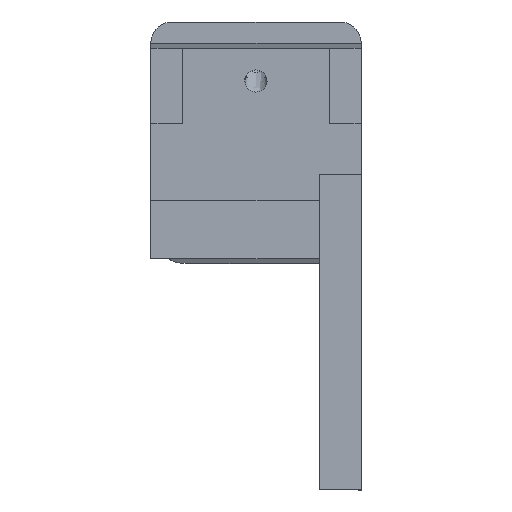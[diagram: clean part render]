
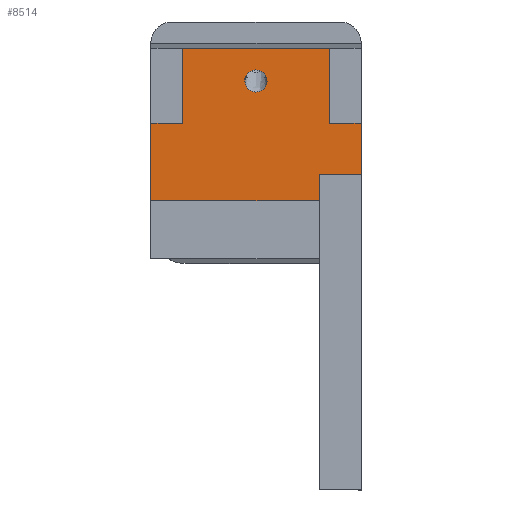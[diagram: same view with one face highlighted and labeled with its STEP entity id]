
A CAD part, top view. The second image highlights one B-rep face of the part: STEP entity #8514.
In plain terms, the highlighted planar face has unit normal (0, 0, 1).
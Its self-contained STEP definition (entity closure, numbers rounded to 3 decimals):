
#163=FACE_BOUND('',#989,.T.);
#210=CIRCLE('',#9126,1.05);
#530=FACE_OUTER_BOUND('',#988,.T.);
#988=EDGE_LOOP('',(#6076,#6077,#6078,#6079,#6080,#6081,#6082,#6083,#6084,
#6085));
#989=EDGE_LOOP('',(#6086));
#1512=LINE('',#12110,#2405);
#1517=LINE('',#12121,#2410);
#1529=LINE('',#12145,#2422);
#1538=LINE('',#12172,#2431);
#1548=LINE('',#12195,#2441);
#1551=LINE('',#12201,#2444);
#1555=LINE('',#12209,#2448);
#1609=LINE('',#12364,#2502);
#1613=LINE('',#12371,#2506);
#1712=LINE('',#12583,#2605);
#2405=VECTOR('',#9739,10.);
#2410=VECTOR('',#9746,10.);
#2422=VECTOR('',#9766,10.);
#2431=VECTOR('',#9795,10.);
#2441=VECTOR('',#9815,10.);
#2444=VECTOR('',#9820,10.);
#2448=VECTOR('',#9826,10.);
#2502=VECTOR('',#9944,10.);
#2506=VECTOR('',#9950,10.);
#2605=VECTOR('',#10119,10.);
#3450=VERTEX_POINT('',#12107);
#3451=VERTEX_POINT('',#12109);
#3454=VERTEX_POINT('',#12117);
#3456=VERTEX_POINT('',#12120);
#3464=VERTEX_POINT('',#12144);
#3472=VERTEX_POINT('',#12171);
#3482=VERTEX_POINT('',#12199);
#3485=VERTEX_POINT('',#12208);
#3526=VERTEX_POINT('',#12362);
#3528=VERTEX_POINT('',#12369);
#3601=VERTEX_POINT('',#12779);
#4294=EDGE_CURVE('',#3450,#3451,#1512,.T.);
#4299=EDGE_CURVE('',#3456,#3454,#1517,.T.);
#4311=EDGE_CURVE('',#3464,#3456,#1529,.T.);
#4324=EDGE_CURVE('',#3451,#3472,#1538,.T.);
#4336=EDGE_CURVE('',#3450,#3464,#1548,.T.);
#4339=EDGE_CURVE('',#3482,#3454,#1551,.T.);
#4343=EDGE_CURVE('',#3485,#3472,#1555,.T.);
#4408=EDGE_CURVE('',#3526,#3482,#1609,.T.);
#4412=EDGE_CURVE('',#3528,#3526,#1613,.T.);
#4514=EDGE_CURVE('',#3485,#3528,#1712,.T.);
#4527=EDGE_CURVE('',#3601,#3601,#210,.T.);
#6076=ORIENTED_EDGE('',*,*,#4299,.T.);
#6077=ORIENTED_EDGE('',*,*,#4339,.F.);
#6078=ORIENTED_EDGE('',*,*,#4408,.F.);
#6079=ORIENTED_EDGE('',*,*,#4412,.F.);
#6080=ORIENTED_EDGE('',*,*,#4514,.F.);
#6081=ORIENTED_EDGE('',*,*,#4343,.T.);
#6082=ORIENTED_EDGE('',*,*,#4324,.F.);
#6083=ORIENTED_EDGE('',*,*,#4294,.F.);
#6084=ORIENTED_EDGE('',*,*,#4336,.T.);
#6085=ORIENTED_EDGE('',*,*,#4311,.T.);
#6086=ORIENTED_EDGE('',*,*,#4527,.T.);
#8196=PLANE('',#9128);
#8514=ADVANCED_FACE('',(#530,#163),#8196,.T.);
#9126=AXIS2_PLACEMENT_3D('',#12780,#10131,#10132);
#9128=AXIS2_PLACEMENT_3D('',#12784,#10135,#10136);
#9739=DIRECTION('',(0.,1.,0.));
#9746=DIRECTION('',(1.,0.,0.));
#9766=DIRECTION('',(0.,1.,0.));
#9795=DIRECTION('',(1.,0.,0.));
#9815=DIRECTION('',(1.,0.,0.));
#9820=DIRECTION('',(0.,-1.,0.));
#9826=DIRECTION('',(0.,-1.,0.));
#9944=DIRECTION('',(1.,0.,0.));
#9950=DIRECTION('',(0.,-1.,0.));
#10119=DIRECTION('',(1.,0.,0.));
#10131=DIRECTION('center_axis',(0.,0.,
-1.));
#10132=DIRECTION('ref_axis',(0.,-1.,0.));
#10135=DIRECTION('center_axis',(0.,0.,
1.));
#10136=DIRECTION('ref_axis',(0.,-1.,0.));
#12107=CARTESIAN_POINT('',(-3.,-9.871,2.749));
#12109=CARTESIAN_POINT('',(-3.,-2.471,2.749));
#12110=CARTESIAN_POINT('',(-3.,-2.471,2.749));
#12117=CARTESIAN_POINT('',(17.,-7.371,2.749));
#12120=CARTESIAN_POINT('',(13.,-7.371,2.749));
#12121=CARTESIAN_POINT('',(8.5,-7.371,2.749));
#12144=CARTESIAN_POINT('',(13.,-9.871,2.749));
#12145=CARTESIAN_POINT('',(13.,-8.621,2.749));
#12171=CARTESIAN_POINT('',(0.,-2.471,2.749));
#12172=CARTESIAN_POINT('',(0.,-2.471,2.749));
#12195=CARTESIAN_POINT('',(0.,-9.871,2.749));
#12199=CARTESIAN_POINT('',(17.,-2.471,2.749));
#12201=CARTESIAN_POINT('',(17.,-2.471,2.749));
#12208=CARTESIAN_POINT('',(0.,5.129,2.749));
#12209=CARTESIAN_POINT('',(0.,5.129,2.749));
#12362=CARTESIAN_POINT('',(14.,-2.471,2.749));
#12364=CARTESIAN_POINT('',(0.,-2.471,2.749));
#12369=CARTESIAN_POINT('',(14.,5.129,2.749));
#12371=CARTESIAN_POINT('',(14.,5.129,2.749));
#12583=CARTESIAN_POINT('',(0.,5.129,2.749));
#12779=CARTESIAN_POINT('',(5.95,1.529,2.749));
#12780=CARTESIAN_POINT('Origin',(7.,1.529,2.749));
#12784=CARTESIAN_POINT('Origin',(0.,5.129,
2.749));
